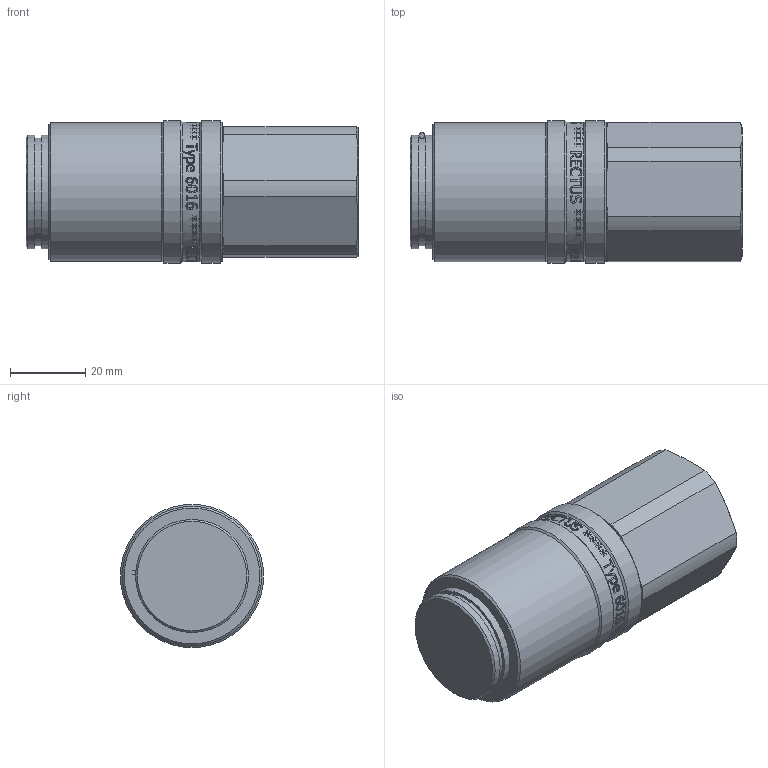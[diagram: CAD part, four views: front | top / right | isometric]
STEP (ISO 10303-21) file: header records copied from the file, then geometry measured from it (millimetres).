
FILE_DESCRIPTION((''),'2;1');
FILE_NAME('6016KBIW26MVN.stp','2013-08-14T08:58:32',('AS035480'),(''),'Autodesk Inventor 2013','Autodesk Inventor 2013','');
FILE_SCHEMA(('AUTOMOTIVE_DESIGN { 1 0 10303 214 1 1 1 1 }'));
Length unit declared in the file: millimetre
Products named in the file (1): D107574
Bounding box: 88.05 x 37.86 x 37.86 mm (x, y, z)
Volume: 80014.6 mm3; surface area: 21268.6 mm2
Topology: 2 solids, 2 shells, 810 faces, 2214 edges, 1470 vertices
Faces by surface type: bspline 508, plane 208, cylinder 74, cone 19, torus 1
Full cylindrical faces by diameter (mm): 24.117 x1, 28.5 x1, 30 x2, 30.099 x1, 30.1 x1, 34 x1, 34.6 x1, 37 x2, 38 x2
Entity records: 113748 total; most frequent: CARTESIAN_POINT 96287, ORIENTED_EDGE 4374, EDGE_CURVE 2187, DIRECTION 1742, VERTEX_POINT 1463, B_SPLINE_CURVE_WITH_KNOTS 1200, EDGE_LOOP 894, FACE_OUTER_BOUND 810
